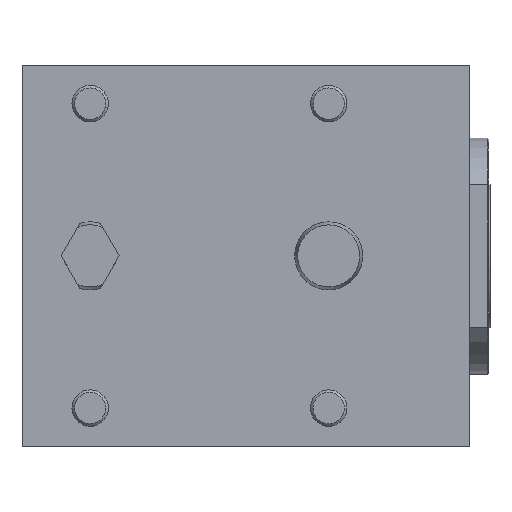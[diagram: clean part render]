
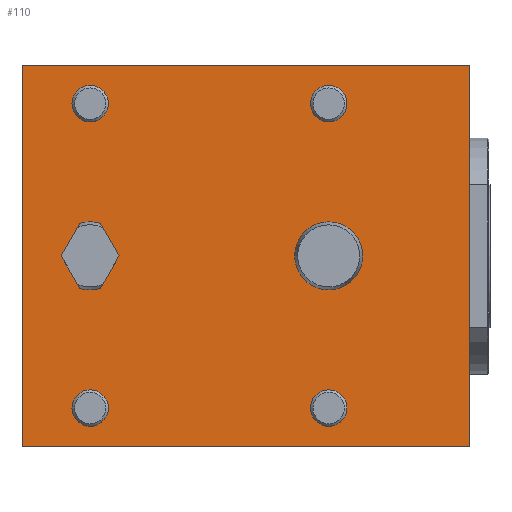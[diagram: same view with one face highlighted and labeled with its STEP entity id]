
A CAD part, top view. The second image highlights one B-rep face of the part: STEP entity #110.
In plain terms, the highlighted planar face has unit normal (0, 0, 1).
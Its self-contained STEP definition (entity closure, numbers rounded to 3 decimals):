
#110=ADVANCED_FACE('',(#320,#321,#322,#323,#324,#325,#326),#167,.T.);
#167=PLANE('',#935);
#198=LINE('',#1303,#259);
#199=LINE('',#1306,#260);
#200=LINE('',#1310,#261);
#201=LINE('',#1312,#262);
#202=LINE('',#1319,#263);
#203=LINE('',#1322,#264);
#204=LINE('',#1324,#265);
#205=LINE('',#1326,#266);
#259=VECTOR('',#1037,1.);
#260=VECTOR('',#1038,1.);
#261=VECTOR('',#1041,1.);
#262=VECTOR('',#1042,1.);
#263=VECTOR('',#1049,1.);
#264=VECTOR('',#1050,1.);
#265=VECTOR('',#1051,1.);
#266=VECTOR('',#1052,1.);
#320=FACE_BOUND('',#359,.T.);
#321=FACE_BOUND('',#360,.T.);
#322=FACE_BOUND('',#361,.T.);
#323=FACE_BOUND('',#362,.T.);
#324=FACE_BOUND('',#363,.T.);
#325=FACE_BOUND('',#364,.T.);
#326=FACE_BOUND('',#365,.T.);
#359=EDGE_LOOP('',(#438));
#360=EDGE_LOOP('',(#439,#440,#441,#442,#443,#444));
#361=EDGE_LOOP('',(#445));
#362=EDGE_LOOP('',(#446));
#363=EDGE_LOOP('',(#447,#448,#449,#450));
#364=EDGE_LOOP('',(#451));
#365=EDGE_LOOP('',(#452));
#438=ORIENTED_EDGE('',*,*,#741,.T.);
#439=ORIENTED_EDGE('',*,*,#742,.F.);
#440=ORIENTED_EDGE('',*,*,#743,.F.);
#441=ORIENTED_EDGE('',*,*,#744,.T.);
#442=ORIENTED_EDGE('',*,*,#745,.T.);
#443=ORIENTED_EDGE('',*,*,#746,.T.);
#444=ORIENTED_EDGE('',*,*,#747,.T.);
#445=ORIENTED_EDGE('',*,*,#748,.T.);
#446=ORIENTED_EDGE('',*,*,#749,.T.);
#447=ORIENTED_EDGE('',*,*,#750,.T.);
#448=ORIENTED_EDGE('',*,*,#751,.F.);
#449=ORIENTED_EDGE('',*,*,#752,.T.);
#450=ORIENTED_EDGE('',*,*,#753,.T.);
#451=ORIENTED_EDGE('',*,*,#754,.T.);
#452=ORIENTED_EDGE('',*,*,#755,.T.);
#662=VERTEX_POINT('',#1302);
#663=VERTEX_POINT('',#1304);
#664=VERTEX_POINT('',#1305);
#665=VERTEX_POINT('',#1307);
#666=VERTEX_POINT('',#1309);
#667=VERTEX_POINT('',#1311);
#668=VERTEX_POINT('',#1313);
#669=VERTEX_POINT('',#1316);
#670=VERTEX_POINT('',#1318);
#671=VERTEX_POINT('',#1320);
#672=VERTEX_POINT('',#1321);
#673=VERTEX_POINT('',#1323);
#674=VERTEX_POINT('',#1325);
#675=VERTEX_POINT('',#1328);
#676=VERTEX_POINT('',#1330);
#741=EDGE_CURVE('',#662,#662,#853,.T.);
#742=EDGE_CURVE('',#663,#664,#198,.T.);
#743=EDGE_CURVE('',#665,#663,#199,.T.);
#744=EDGE_CURVE('',#665,#666,#854,.T.);
#745=EDGE_CURVE('',#666,#667,#200,.T.);
#746=EDGE_CURVE('',#667,#668,#201,.T.);
#747=EDGE_CURVE('',#668,#664,#855,.T.);
#748=EDGE_CURVE('',#669,#669,#856,.T.);
#749=EDGE_CURVE('',#670,#670,#857,.T.);
#750=EDGE_CURVE('',#671,#672,#202,.T.);
#751=EDGE_CURVE('',#673,#672,#203,.T.);
#752=EDGE_CURVE('',#673,#674,#204,.T.);
#753=EDGE_CURVE('',#674,#671,#205,.T.);
#754=EDGE_CURVE('',#675,#675,#858,.T.);
#755=EDGE_CURVE('',#676,#676,#859,.T.);
#853=CIRCLE('',#928,8.);
#854=CIRCLE('',#929,14.998);
#855=CIRCLE('',#930,14.998);
#856=CIRCLE('',#931,8.);
#857=CIRCLE('',#932,8.);
#858=CIRCLE('',#933,8.);
#859=CIRCLE('',#934,14.998);
#928=AXIS2_PLACEMENT_3D('',#1301,#1035,#1036);
#929=AXIS2_PLACEMENT_3D('',#1308,#1039,#1040);
#930=AXIS2_PLACEMENT_3D('',#1314,#1043,#1044);
#931=AXIS2_PLACEMENT_3D('',#1315,#1045,#1046);
#932=AXIS2_PLACEMENT_3D('',#1317,#1047,#1048);
#933=AXIS2_PLACEMENT_3D('',#1327,#1053,#1054);
#934=AXIS2_PLACEMENT_3D('',#1329,#1055,#1056);
#935=AXIS2_PLACEMENT_3D('',#1331,#1057,#1058);
#1035=DIRECTION('',(0.,0.,-1.));
#1036=DIRECTION('',(1.,0.,0.));
#1037=DIRECTION('',(-0.5,0.866,0.));
#1038=DIRECTION('',(0.5,0.866,0.));
#1039=DIRECTION('',(0.,0.,-1.));
#1040=DIRECTION('',(1.,0.,0.));
#1041=DIRECTION('',(-0.5,0.866,0.));
#1042=DIRECTION('',(0.5,0.866,0.));
#1043=DIRECTION('',(0.,0.,-1.));
#1044=DIRECTION('',(1.,0.,0.));
#1045=DIRECTION('',(0.,0.,-1.));
#1046=DIRECTION('',(1.,0.,0.));
#1047=DIRECTION('',(0.,0.,-1.));
#1048=DIRECTION('',(1.,0.,0.));
#1049=DIRECTION('',(0.,-1.,0.));
#1050=DIRECTION('',(-1.,0.,0.));
#1051=DIRECTION('',(0.,1.,0.));
#1052=DIRECTION('',(-1.,0.,0.));
#1053=DIRECTION('',(0.,0.,-1.));
#1054=DIRECTION('',(1.,0.,0.));
#1055=DIRECTION('',(0.,0.,-1.));
#1056=DIRECTION('',(1.,0.,0.));
#1057=DIRECTION('',(0.,0.,1.));
#1058=DIRECTION('',(-1.,0.,0.));
#1301=CARTESIAN_POINT('',(-105.,67.,0.));
#1302=CARTESIAN_POINT('',(-97.,67.,0.));
#1303=CARTESIAN_POINT('',(-90.053,-3.788,0.));
#1304=CARTESIAN_POINT('',(-92.24,0.,0.));
#1305=CARTESIAN_POINT('',(-100.5,14.306,0.));
#1306=CARTESIAN_POINT('',(-17.307,129.788,0.));
#1307=CARTESIAN_POINT('',(-100.5,-14.306,0.));
#1308=CARTESIAN_POINT('',(-105.,0.,0.));
#1309=CARTESIAN_POINT('',(-109.5,-14.306,0.));
#1310=CARTESIAN_POINT('',(-109.193,-14.838,0.));
#1311=CARTESIAN_POINT('',(-117.76,0.,0.));
#1312=CARTESIAN_POINT('',(-36.447,140.838,0.));
#1313=CARTESIAN_POINT('',(-109.5,14.306,0.));
#1314=CARTESIAN_POINT('',(-105.,0.,0.));
#1315=CARTESIAN_POINT('',(-105.,-67.,0.));
#1316=CARTESIAN_POINT('',(-97.,-67.,0.));
#1317=CARTESIAN_POINT('',(0.,67.,0.));
#1318=CARTESIAN_POINT('',(8.,67.,0.));
#1319=CARTESIAN_POINT('',(-135.,84.,0.));
#1320=CARTESIAN_POINT('',(-135.,84.,0.));
#1321=CARTESIAN_POINT('',(-135.,-84.,0.));
#1322=CARTESIAN_POINT('',(62.,-84.,0.));
#1323=CARTESIAN_POINT('',(62.,-84.,0.));
#1324=CARTESIAN_POINT('',(62.,-84.,0.));
#1325=CARTESIAN_POINT('',(62.,84.,0.));
#1326=CARTESIAN_POINT('',(62.,84.,0.));
#1327=CARTESIAN_POINT('',(0.,-67.,0.));
#1328=CARTESIAN_POINT('',(8.,-67.,0.));
#1329=CARTESIAN_POINT('',(0.,0.,0.));
#1330=CARTESIAN_POINT('',(14.998,0.,0.));
#1331=CARTESIAN_POINT('',(62.,84.,0.));
